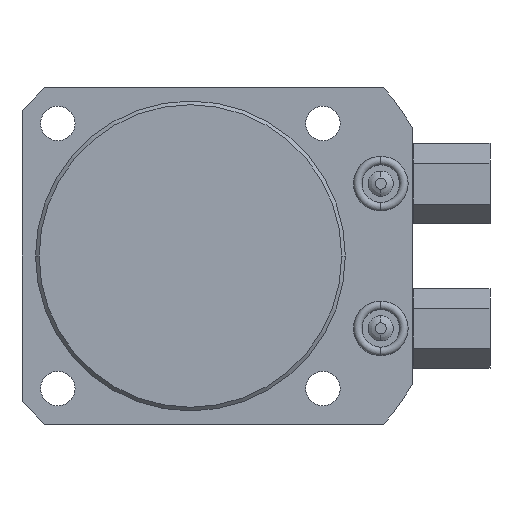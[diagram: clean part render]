
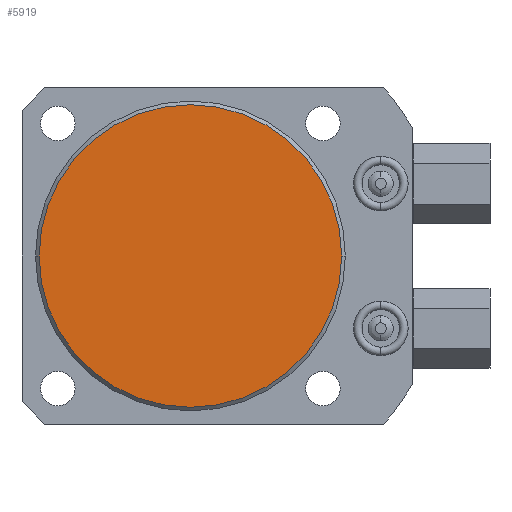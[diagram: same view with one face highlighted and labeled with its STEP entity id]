
A CAD part, front view. The second image highlights one B-rep face of the part: STEP entity #5919.
In plain terms, the highlighted planar face has unit normal (0, -1, 0).
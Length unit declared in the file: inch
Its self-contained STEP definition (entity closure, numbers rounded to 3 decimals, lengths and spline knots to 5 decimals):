
#1631=CARTESIAN_POINT('',(0.,-2.5,0.));
#1632=DIRECTION('',(0.,-1.,0.));
#1633=DIRECTION('',(1.,0.,0.));
#1634=AXIS2_PLACEMENT_3D('',#1631,#1632,#1633);
#1641=CARTESIAN_POINT('',(0.,-2.5,0.));
#1642=DIRECTION('',(0.,-1.,0.));
#1643=DIRECTION('',(-1.,0.,0.));
#1644=AXIS2_PLACEMENT_3D('',#1641,#1642,#1643);
#4293=CARTESIAN_POINT('',(1.2355,-2.5,0.));
#4294=CARTESIAN_POINT('',(-1.2355,-2.5,0.));
#4295=VERTEX_POINT('',#4293);
#4296=VERTEX_POINT('',#4294);
#5909=CARTESIAN_POINT('',(0.,-2.5,0.));
#5910=DIRECTION('',(0.,1.,0.));
#5911=DIRECTION('',(1.,0.,0.));
#5912=AXIS2_PLACEMENT_3D('',#5909,#5910,#5911);
#5913=PLANE('',#5912);
#5915=ORIENTED_EDGE('',*,*,#5914,.F.);
#5916=ORIENTED_EDGE('',*,*,#5899,.F.);
#5917=EDGE_LOOP('',(#5915,#5916));
#5918=FACE_OUTER_BOUND('',#5917,.F.);
#5919=ADVANCED_FACE('',(#5918),#5913,.F.);
#1635=CIRCLE('',#1634,1.2355);
#1645=CIRCLE('',#1644,1.2355);
#5899=EDGE_CURVE('',#4295,#4296,#1635,.T.);
#5914=EDGE_CURVE('',#4296,#4295,#1645,.T.);
